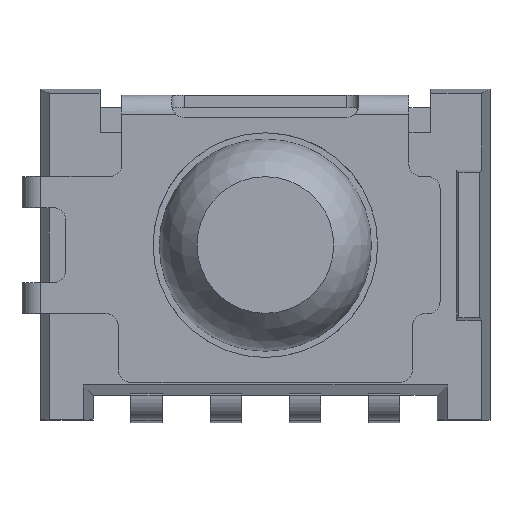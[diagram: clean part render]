
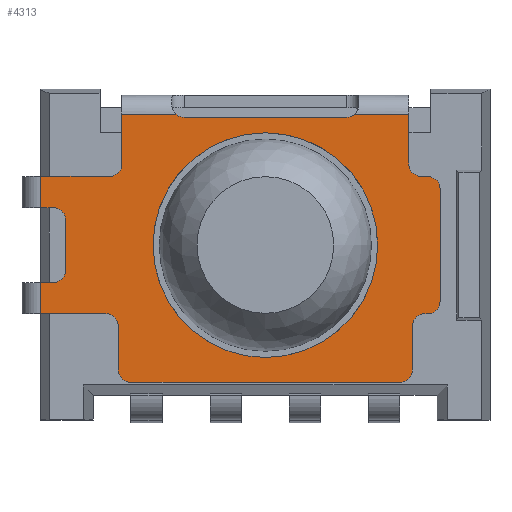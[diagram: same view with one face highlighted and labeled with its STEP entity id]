
A CAD part, top view. The second image highlights one B-rep face of the part: STEP entity #4313.
In plain terms, the highlighted planar face has unit normal (0, 0, 1).
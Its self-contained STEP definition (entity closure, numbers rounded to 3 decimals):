
#125=CIRCLE('',#4469,1.8);
#134=CIRCLE('',#4486,0.2);
#135=CIRCLE('',#4488,0.2);
#136=CIRCLE('',#4491,0.2);
#137=CIRCLE('',#4493,0.2);
#138=CIRCLE('',#4495,0.2);
#139=CIRCLE('',#4498,0.2);
#140=CIRCLE('',#4500,0.2);
#141=CIRCLE('',#4503,0.2);
#142=CIRCLE('',#4506,0.2);
#145=CIRCLE('',#4511,0.2);
#156=CIRCLE('',#4536,0.2);
#157=CIRCLE('',#4537,0.2);
#678=ORIENTED_EDGE('',*,*,#1342,.F.);
#679=ORIENTED_EDGE('',*,*,#1433,.F.);
#680=ORIENTED_EDGE('',*,*,#1434,.F.);
#681=ORIENTED_EDGE('',*,*,#1435,.T.);
#682=ORIENTED_EDGE('',*,*,#1436,.F.);
#683=ORIENTED_EDGE('',*,*,#1437,.F.);
#684=ORIENTED_EDGE('',*,*,#1432,.F.);
#685=ORIENTED_EDGE('',*,*,#1385,.F.);
#686=ORIENTED_EDGE('',*,*,#1421,.F.);
#687=ORIENTED_EDGE('',*,*,#1422,.F.);
#688=ORIENTED_EDGE('',*,*,#1371,.F.);
#689=ORIENTED_EDGE('',*,*,#1375,.F.);
#690=ORIENTED_EDGE('',*,*,#1373,.F.);
#691=ORIENTED_EDGE('',*,*,#1377,.F.);
#692=ORIENTED_EDGE('',*,*,#1424,.F.);
#693=ORIENTED_EDGE('',*,*,#1426,.F.);
#694=ORIENTED_EDGE('',*,*,#1354,.F.);
#695=ORIENTED_EDGE('',*,*,#1381,.F.);
#696=ORIENTED_EDGE('',*,*,#1379,.F.);
#697=ORIENTED_EDGE('',*,*,#1383,.F.);
#698=ORIENTED_EDGE('',*,*,#1388,.F.);
#699=ORIENTED_EDGE('',*,*,#1389,.F.);
#700=ORIENTED_EDGE('',*,*,#1356,.F.);
#701=ORIENTED_EDGE('',*,*,#1391,.F.);
#702=ORIENTED_EDGE('',*,*,#1393,.F.);
#703=ORIENTED_EDGE('',*,*,#1395,.F.);
#704=ORIENTED_EDGE('',*,*,#1397,.F.);
#705=ORIENTED_EDGE('',*,*,#1398,.F.);
#706=ORIENTED_EDGE('',*,*,#1359,.F.);
#707=ORIENTED_EDGE('',*,*,#1406,.F.);
#708=ORIENTED_EDGE('',*,*,#1400,.F.);
#1342=EDGE_CURVE('',#1773,#1773,#125,.T.);
#1354=EDGE_CURVE('',#1782,#1778,#2118,.T.);
#1356=EDGE_CURVE('',#1783,#1784,#2120,.T.);
#1359=EDGE_CURVE('',#1785,#1786,#2123,.T.);
#1371=EDGE_CURVE('',#1794,#1791,#2131,.T.);
#1373=EDGE_CURVE('',#1795,#1796,#2133,.T.);
#1375=EDGE_CURVE('',#1796,#1794,#134,.T.);
#1377=EDGE_CURVE('',#1797,#1795,#135,.T.);
#1379=EDGE_CURVE('',#1798,#1799,#2137,.T.);
#1381=EDGE_CURVE('',#1799,#1782,#136,.T.);
#1383=EDGE_CURVE('',#1800,#1798,#137,.T.);
#1385=EDGE_CURVE('',#1801,#1802,#138,.T.);
#1388=EDGE_CURVE('',#1803,#1800,#2143,.T.);
#1389=EDGE_CURVE('',#1784,#1803,#139,.T.);
#1391=EDGE_CURVE('',#1804,#1783,#140,.T.);
#1393=EDGE_CURVE('',#1805,#1804,#2146,.T.);
#1395=EDGE_CURVE('',#1806,#1805,#141,.T.);
#1397=EDGE_CURVE('',#1807,#1806,#2149,.T.);
#1398=EDGE_CURVE('',#1786,#1807,#142,.T.);
#1400=EDGE_CURVE('',#1808,#1810,#2150,.T.);
#1406=EDGE_CURVE('',#1810,#1785,#145,.T.);
#1421=EDGE_CURVE('',#1818,#1801,#2162,.T.);
#1422=EDGE_CURVE('',#1791,#1818,#2163,.T.);
#1424=EDGE_CURVE('',#1819,#1797,#2164,.T.);
#1426=EDGE_CURVE('',#1778,#1819,#2166,.T.);
#1432=EDGE_CURVE('',#1802,#1821,#2170,.T.);
#1433=EDGE_CURVE('',#1824,#1808,#2171,.T.);
#1434=EDGE_CURVE('',#1825,#1824,#156,.T.);
#1435=EDGE_CURVE('',#1825,#1826,#2172,.T.);
#1436=EDGE_CURVE('',#1827,#1826,#157,.T.);
#1437=EDGE_CURVE('',#1821,#1827,#2173,.T.);
#1773=VERTEX_POINT('',#5930);
#1778=VERTEX_POINT('',#5942);
#1782=VERTEX_POINT('',#5952);
#1783=VERTEX_POINT('',#5956);
#1784=VERTEX_POINT('',#5958);
#1785=VERTEX_POINT('',#5962);
#1786=VERTEX_POINT('',#5964);
#1791=VERTEX_POINT('',#5977);
#1794=VERTEX_POINT('',#5985);
#1795=VERTEX_POINT('',#5989);
#1796=VERTEX_POINT('',#5991);
#1797=VERTEX_POINT('',#5997);
#1798=VERTEX_POINT('',#6001);
#1799=VERTEX_POINT('',#6003);
#1800=VERTEX_POINT('',#6009);
#1801=VERTEX_POINT('',#6013);
#1802=VERTEX_POINT('',#6015);
#1803=VERTEX_POINT('',#6019);
#1804=VERTEX_POINT('',#6025);
#1805=VERTEX_POINT('',#6029);
#1806=VERTEX_POINT('',#6033);
#1807=VERTEX_POINT('',#6037);
#1808=VERTEX_POINT('',#6043);
#1810=VERTEX_POINT('',#6046);
#1818=VERTEX_POINT('',#6084);
#1819=VERTEX_POINT('',#6090);
#1821=VERTEX_POINT('',#6098);
#1824=VERTEX_POINT('',#6108);
#1825=VERTEX_POINT('',#6110);
#1826=VERTEX_POINT('',#6112);
#1827=VERTEX_POINT('',#6114);
#2118=LINE('',#5953,#2467);
#2120=LINE('',#5957,#2469);
#2123=LINE('',#5963,#2472);
#2131=LINE('',#5986,#2480);
#2133=LINE('',#5990,#2482);
#2137=LINE('',#6002,#2486);
#2143=LINE('',#6020,#2492);
#2146=LINE('',#6030,#2495);
#2149=LINE('',#6038,#2498);
#2150=LINE('',#6045,#2499);
#2162=LINE('',#6085,#2511);
#2163=LINE('',#6087,#2512);
#2164=LINE('',#6091,#2513);
#2166=LINE('',#6094,#2515);
#2170=LINE('',#6105,#2519);
#2171=LINE('',#6107,#2520);
#2172=LINE('',#6111,#2521);
#2173=LINE('',#6115,#2522);
#2467=VECTOR('',#4993,1000.);
#2469=VECTOR('',#4997,1000.);
#2472=VECTOR('',#5002,1000.);
#2480=VECTOR('',#5022,1000.);
#2482=VECTOR('',#5026,1000.);
#2486=VECTOR('',#5040,1000.);
#2492=VECTOR('',#5060,1000.);
#2495=VECTOR('',#5073,1000.);
#2498=VECTOR('',#5082,1000.);
#2499=VECTOR('',#5091,1000.);
#2511=VECTOR('',#5141,1000.);
#2512=VECTOR('',#5144,1000.);
#2513=VECTOR('',#5149,1000.);
#2515=VECTOR('',#5153,1000.);
#2519=VECTOR('',#5163,1000.);
#2520=VECTOR('',#5166,1000.);
#2521=VECTOR('',#5169,1000.);
#2522=VECTOR('',#5172,1000.);
#2734=EDGE_LOOP('',(#678));
#2735=EDGE_LOOP('',(#679,#680,#681,#682,#683,#684,#685,#686,#687,#688,#689,
#690,#691,#692,#693,#694,#695,#696,#697,#698,#699,#700,#701,#702,#703,#704,
#705,#706,#707,#708));
#2903=FACE_BOUND('',#2734,.T.);
#2904=FACE_BOUND('',#2735,.T.);
#3045=PLANE('',#4535);
#4313=ADVANCED_FACE('',(#2903,#2904),#3045,.T.);
#4469=AXIS2_PLACEMENT_3D('',#5929,#4972,#4973);
#4486=AXIS2_PLACEMENT_3D('',#5994,#5030,#5031);
#4488=AXIS2_PLACEMENT_3D('',#5998,#5035,#5036);
#4491=AXIS2_PLACEMENT_3D('',#6006,#5044,#5045);
#4493=AXIS2_PLACEMENT_3D('',#6010,#5049,#5050);
#4495=AXIS2_PLACEMENT_3D('',#6014,#5054,#5055);
#4498=AXIS2_PLACEMENT_3D('',#6022,#5063,#5064);
#4500=AXIS2_PLACEMENT_3D('',#6026,#5068,#5069);
#4503=AXIS2_PLACEMENT_3D('',#6034,#5077,#5078);
#4506=AXIS2_PLACEMENT_3D('',#6040,#5085,#5086);
#4511=AXIS2_PLACEMENT_3D('',#6055,#5100,#5101);
#4535=AXIS2_PLACEMENT_3D('',#6106,#5164,#5165);
#4536=AXIS2_PLACEMENT_3D('',#6109,#5167,#5168);
#4537=AXIS2_PLACEMENT_3D('',#6113,#5170,#5171);
#4972=DIRECTION('',(0.,0.,1.));
#4973=DIRECTION('',(1.,0.,0.));
#4993=DIRECTION('',(-1.,0.,0.));
#4997=DIRECTION('',(0.,-1.,0.));
#5002=DIRECTION('',(1.,0.,0.));
#5022=DIRECTION('',(-1.,0.,0.));
#5026=DIRECTION('',(0.,1.,0.));
#5030=DIRECTION('',(0.,0.,1.));
#5031=DIRECTION('',(0.707,0.707,0.));
#5035=DIRECTION('',(0.,0.,1.));
#5036=DIRECTION('',(0.707,-0.707,0.));
#5040=DIRECTION('',(0.,1.,0.));
#5044=DIRECTION('',(0.,0.,1.));
#5045=DIRECTION('',(0.707,0.707,0.));
#5049=DIRECTION('',(0.,0.,-1.));
#5050=DIRECTION('',(-0.707,-0.707,0.));
#5054=DIRECTION('',(0.,0.,1.));
#5055=DIRECTION('',(0.707,-0.707,0.));
#5060=DIRECTION('',(-1.,0.,0.));
#5063=DIRECTION('',(0.,0.,-1.));
#5064=DIRECTION('',(0.707,-0.707,0.));
#5068=DIRECTION('',(0.,0.,1.));
#5069=DIRECTION('',(-0.707,0.707,0.));
#5073=DIRECTION('',(-1.,0.,0.));
#5077=DIRECTION('',(0.,0.,-1.));
#5078=DIRECTION('',(0.707,-0.707,0.));
#5082=DIRECTION('',(0.,-1.,0.));
#5085=DIRECTION('',(0.,0.,-1.));
#5086=DIRECTION('',(0.707,0.707,0.));
#5091=DIRECTION('',(0.,-1.,0.));
#5100=DIRECTION('',(0.,0.,1.));
#5101=DIRECTION('',(-0.707,-0.707,0.));
#5141=DIRECTION('',(1.,0.,0.));
#5144=DIRECTION('',(0.,1.,0.));
#5149=DIRECTION('',(1.,0.,0.));
#5153=DIRECTION('',(0.,1.,0.));
#5163=DIRECTION('',(0.,1.,0.));
#5164=DIRECTION('',(0.,0.,1.));
#5165=DIRECTION('',(1.,0.,0.));
#5166=DIRECTION('',(1.,0.,0.));
#5167=DIRECTION('',(0.,0.,1.));
#5168=DIRECTION('',(0.707,-0.707,0.));
#5169=DIRECTION('',(-1.,0.,0.));
#5170=DIRECTION('',(0.,0.,1.));
#5171=DIRECTION('',(-0.707,-0.707,0.));
#5172=DIRECTION('',(1.,0.,0.));
#5929=CARTESIAN_POINT('',(0.,0.,2.9));
#5930=CARTESIAN_POINT('',(1.8,0.,2.9));
#5942=CARTESIAN_POINT('',(-3.6,-1.1,2.9));
#5952=CARTESIAN_POINT('',(-2.555,-1.1,2.9));
#5953=CARTESIAN_POINT('',(-2.555,-1.1,2.9));
#5956=CARTESIAN_POINT('',(2.355,-1.3,2.9));
#5957=CARTESIAN_POINT('',(2.355,-1.3,2.9));
#5958=CARTESIAN_POINT('',(2.355,-2.,2.9));
#5962=CARTESIAN_POINT('',(2.5,1.1,2.9));
#5963=CARTESIAN_POINT('',(2.5,1.1,2.9));
#5964=CARTESIAN_POINT('',(2.6,1.1,2.9));
#5977=CARTESIAN_POINT('',(-3.6,0.6,2.9));
#5985=CARTESIAN_POINT('',(-3.4,0.6,2.9));
#5986=CARTESIAN_POINT('',(-3.4,0.6,2.9));
#5989=CARTESIAN_POINT('',(-3.2,-0.4,2.9));
#5990=CARTESIAN_POINT('',(-3.2,-0.4,2.9));
#5991=CARTESIAN_POINT('',(-3.2,0.4,2.9));
#5994=CARTESIAN_POINT('',(-3.4,0.4,2.9));
#5997=CARTESIAN_POINT('',(-3.4,-0.6,2.9));
#5998=CARTESIAN_POINT('',(-3.4,-0.4,2.9));
#6001=CARTESIAN_POINT('',(-2.355,-2.,2.9));
#6002=CARTESIAN_POINT('',(-2.355,-2.,2.9));
#6003=CARTESIAN_POINT('',(-2.355,-1.3,2.9));
#6006=CARTESIAN_POINT('',(-2.555,-1.3,2.9));
#6009=CARTESIAN_POINT('',(-2.155,-2.2,2.9));
#6010=CARTESIAN_POINT('',(-2.155,-2.,2.9));
#6013=CARTESIAN_POINT('',(-2.5,1.1,2.9));
#6014=CARTESIAN_POINT('',(-2.5,1.3,2.9));
#6015=CARTESIAN_POINT('',(-2.3,1.3,2.9));
#6019=CARTESIAN_POINT('',(2.155,-2.2,2.9));
#6020=CARTESIAN_POINT('',(2.155,-2.2,2.9));
#6022=CARTESIAN_POINT('',(2.155,-2.,2.9));
#6025=CARTESIAN_POINT('',(2.555,-1.1,2.9));
#6026=CARTESIAN_POINT('',(2.555,-1.3,2.9));
#6029=CARTESIAN_POINT('',(2.6,-1.1,2.9));
#6030=CARTESIAN_POINT('',(2.6,-1.1,2.9));
#6033=CARTESIAN_POINT('',(2.8,-0.9,2.9));
#6034=CARTESIAN_POINT('',(2.6,-0.9,2.9));
#6037=CARTESIAN_POINT('',(2.8,0.9,2.9));
#6038=CARTESIAN_POINT('',(2.8,0.9,2.9));
#6040=CARTESIAN_POINT('',(2.6,0.9,2.9));
#6043=CARTESIAN_POINT('',(2.3,2.1,2.9));
#6045=CARTESIAN_POINT('',(2.3,2.1,2.9));
#6046=CARTESIAN_POINT('',(2.3,1.3,2.9));
#6055=CARTESIAN_POINT('',(2.5,1.3,2.9));
#6084=CARTESIAN_POINT('',(-3.6,1.1,2.9));
#6085=CARTESIAN_POINT('',(-3.6,1.1,2.9));
#6087=CARTESIAN_POINT('',(-3.6,0.6,2.9));
#6090=CARTESIAN_POINT('',(-3.6,-0.6,2.9));
#6091=CARTESIAN_POINT('',(-3.6,-0.6,2.9));
#6094=CARTESIAN_POINT('',(-3.6,-1.1,2.9));
#6098=CARTESIAN_POINT('',(-2.3,2.1,2.9));
#6105=CARTESIAN_POINT('',(-2.3,1.3,2.9));
#6106=CARTESIAN_POINT('',(1.8,0.,2.9));
#6107=CARTESIAN_POINT('',(1.432,2.1,2.9));
#6108=CARTESIAN_POINT('',(1.432,2.1,2.9));
#6109=CARTESIAN_POINT('',(1.3,2.25,2.9));
#6110=CARTESIAN_POINT('',(1.3,2.05,2.9));
#6111=CARTESIAN_POINT('',(1.3,2.05,2.9));
#6112=CARTESIAN_POINT('',(-1.3,2.05,2.9));
#6113=CARTESIAN_POINT('',(-1.3,2.25,2.9));
#6114=CARTESIAN_POINT('',(-1.432,2.1,2.9));
#6115=CARTESIAN_POINT('',(-2.3,2.1,2.9));
